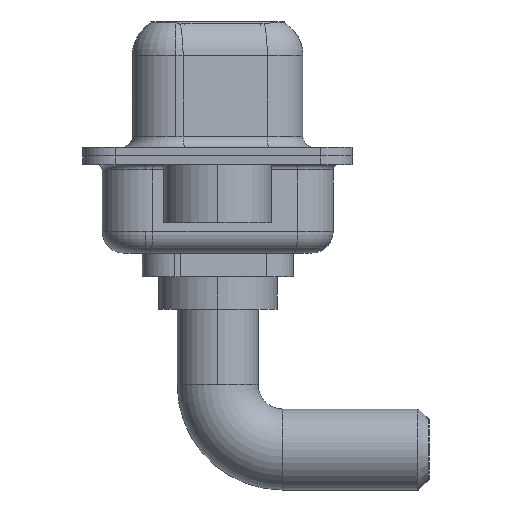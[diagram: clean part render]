
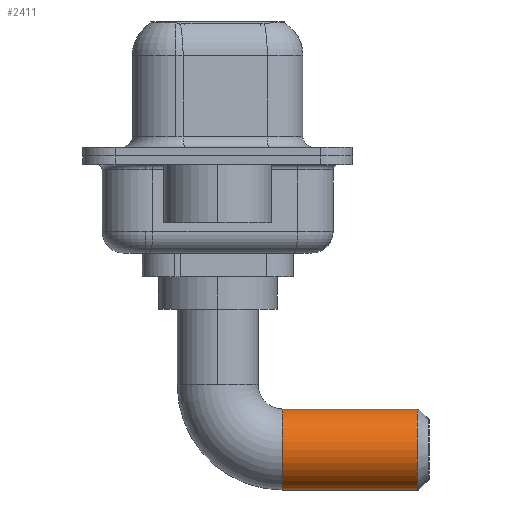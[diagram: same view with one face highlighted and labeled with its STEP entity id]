
A CAD part, left-side view. The second image highlights one B-rep face of the part: STEP entity #2411.
In plain terms, the highlighted cylindrical face has radius 1.875 mm (diameter 3.75 mm), a partial arc.
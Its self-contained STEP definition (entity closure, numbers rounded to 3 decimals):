
#20 = ORIENTED_EDGE ( 'NONE', *, *, #9257, .T. ) ;
#856 = LINE ( 'NONE', #6068, #4481 ) ;
#1362 = AXIS2_PLACEMENT_3D ( 'NONE', #6632, #10743, #5627 ) ;
#1889 = CARTESIAN_POINT ( 'NONE',  ( 0., -3., -8.375 ) ) ;
#2069 = EDGE_CURVE ( 'NONE', #11032, #10113, #2432, .T. ) ;
#2411 = ADVANCED_FACE ( 'NONE', ( #3577 ), #3705, .T. ) ;
#2432 = CIRCLE ( 'NONE', #1362, 1.875 ) ;
#2715 = VERTEX_POINT ( 'NONE', #8423 ) ;
#2940 = CARTESIAN_POINT ( 'NONE',  ( 0., -9.25, -6.5 ) ) ;
#3229 = CARTESIAN_POINT ( 'NONE',  ( 0., -9.25, -8.375 ) ) ;
#3577 = FACE_OUTER_BOUND ( 'NONE', #9264, .T. ) ;
#3705 = CYLINDRICAL_SURFACE ( 'NONE', #4605, 1.875 ) ;
#3940 = VERTEX_POINT ( 'NONE', #3229 ) ;
#4382 = AXIS2_PLACEMENT_3D ( 'NONE', #2940, #10155, #9155 ) ;
#4481 = VECTOR ( 'NONE', #9231, 1000. ) ;
#4605 = AXIS2_PLACEMENT_3D ( 'NONE', #8708, #11811, #12827 ) ;
#5627 = DIRECTION ( 'NONE',  ( -1., 0., 0. ) ) ;
#6068 = CARTESIAN_POINT ( 'NONE',  ( 0., -3., -8.375 ) ) ;
#6541 = CARTESIAN_POINT ( 'NONE',  ( 0., -3., -4.625 ) ) ;
#6632 = CARTESIAN_POINT ( 'NONE',  ( 0., -3., -6.5 ) ) ;
#6966 = ORIENTED_EDGE ( 'NONE', *, *, #2069, .T. ) ;
#7820 = CIRCLE ( 'NONE', #4382, 1.875 ) ;
#7936 = DIRECTION ( 'NONE',  ( 0., -1., 0. ) ) ;
#8282 = CARTESIAN_POINT ( 'NONE',  ( 0., -3., -4.625 ) ) ;
#8423 = CARTESIAN_POINT ( 'NONE',  ( 0., -9.25, -4.625 ) ) ;
#8708 = CARTESIAN_POINT ( 'NONE',  ( 0., -3., -6.5 ) ) ;
#9086 = LINE ( 'NONE', #6541, #11493 ) ;
#9155 = DIRECTION ( 'NONE',  ( 0., 0., -1. ) ) ;
#9231 = DIRECTION ( 'NONE',  ( 0., -1., 0. ) ) ;
#9257 = EDGE_CURVE ( 'NONE', #10113, #3940, #856, .T. ) ;
#9264 = EDGE_LOOP ( 'NONE', ( #9599, #6966, #20, #10999 ) ) ;
#9599 = ORIENTED_EDGE ( 'NONE', *, *, #12570, .F. ) ;
#10113 = VERTEX_POINT ( 'NONE', #1889 ) ;
#10155 = DIRECTION ( 'NONE',  ( 0., 1., 0. ) ) ;
#10743 = DIRECTION ( 'NONE',  ( 0., -1., 0. ) ) ;
#10999 = ORIENTED_EDGE ( 'NONE', *, *, #12651, .T. ) ;
#11032 = VERTEX_POINT ( 'NONE', #8282 ) ;
#11493 = VECTOR ( 'NONE', #7936, 1000. ) ;
#11811 = DIRECTION ( 'NONE',  ( 0., -1., 0. ) ) ;
#12570 = EDGE_CURVE ( 'NONE', #11032, #2715, #9086, .T. ) ;
#12651 = EDGE_CURVE ( 'NONE', #3940, #2715, #7820, .T. ) ;
#12827 = DIRECTION ( 'NONE',  ( 0., 0., -1. ) ) ;
